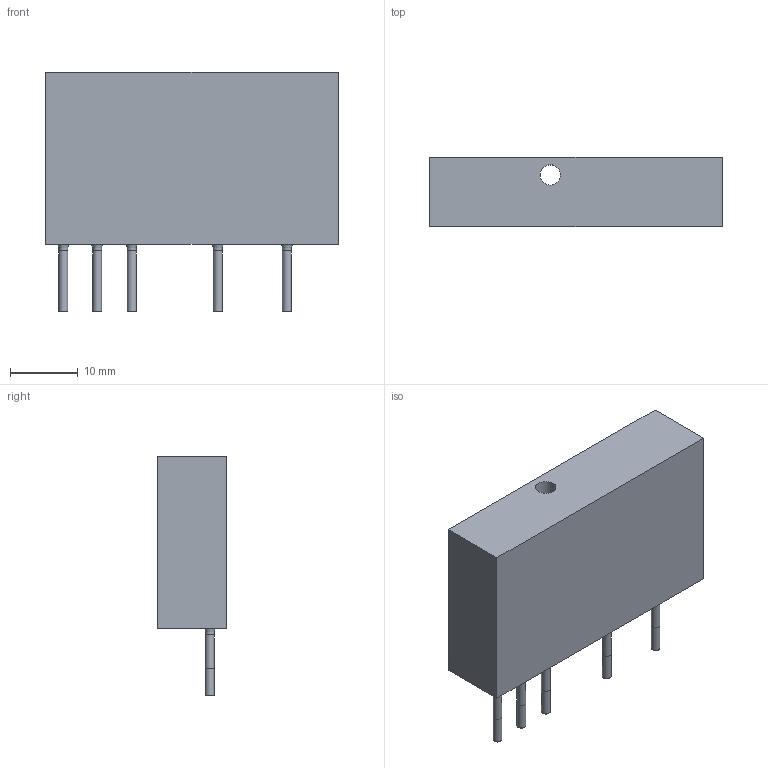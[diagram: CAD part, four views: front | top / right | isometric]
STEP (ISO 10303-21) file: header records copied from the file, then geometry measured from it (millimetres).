
FILE_DESCRIPTION(('FreeCAD Model'),'2;1');
FILE_NAME('Open CASCADE Shape Model','2024-09-04T14:27:27',('Author'),( ''),'Open CASCADE STEP processor 7.6','FreeCAD','Unknown');
FILE_SCHEMA(('AUTOMOTIVE_DESIGN { 1 0 10303 214 1 1 1 1 }'));
Length unit declared in the file: millimetre
Products named in the file (7): _________________________________________; 3D model_001; Втулка платы_003; Втулка платы_001; Втулка платы_004; Втулка платы_005; Втулка платы_002
Assembly tree (6 placements, depth 2):
  _________________________________________
    3D model_001
    Втулка платы_003
    Втулка платы_001
    Втулка платы_004
    Втулка платы_005
    Втулка платы_002
Bounding box: 43.2 x 10.2 x 35.4 mm (x, y, z)
Volume: 11058 mm3; surface area: 4309 mm2
Topology: 6 solids, 6 shells, 47 faces, 80 edges, 50 vertices
Faces by surface type: plane 21, cylinder 16, cone 10
Full cylindrical faces by diameter (mm): 1.1 x10, 1.3 x5, 3 x1
Entity records: 1301 total; most frequent: DIRECTION 220, CARTESIAN_POINT 194, ORIENTED_EDGE 160, AXIS2_PLACEMENT_3D 96, EDGE_CURVE 80, FACE_BOUND 64, EDGE_LOOP 64, VERTEX_POINT 50
